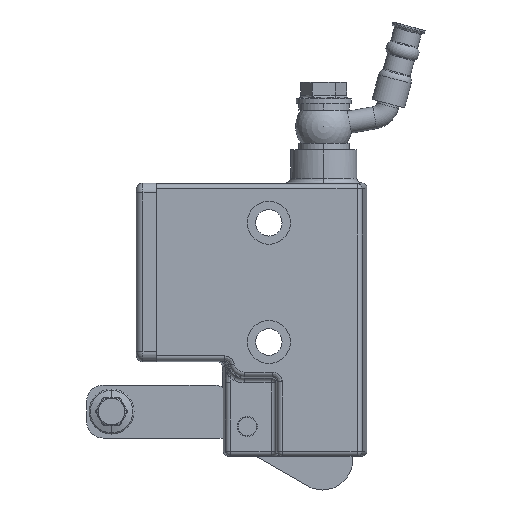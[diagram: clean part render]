
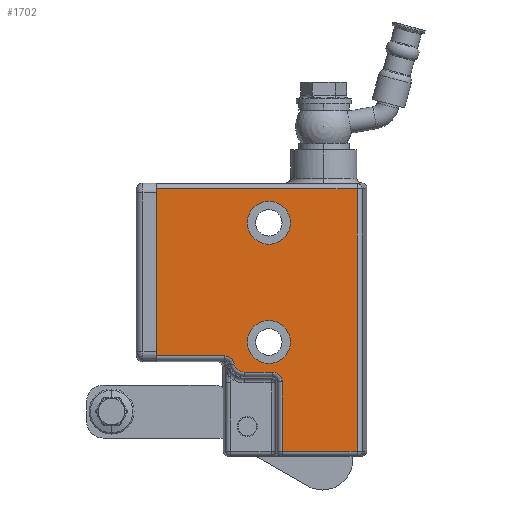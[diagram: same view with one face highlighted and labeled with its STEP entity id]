
A CAD part, left-side view. The second image highlights one B-rep face of the part: STEP entity #1702.
In plain terms, the highlighted planar face has unit normal (-1, 0, 0).
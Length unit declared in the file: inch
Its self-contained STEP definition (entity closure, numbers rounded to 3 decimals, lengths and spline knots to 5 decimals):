
#24 = CARTESIAN_POINT ( 'NONE',  ( -0.70866, 1.16535, 1.15157 ) ) ;
#67 = EDGE_CURVE ( 'NONE', #14514, #12796, #10390, .T. ) ;
#87 = CARTESIAN_POINT ( 'NONE',  ( -0.70866, 1.59703, -0.47689 ) ) ;
#98 = CARTESIAN_POINT ( 'NONE',  ( -0.70866, 1.16535, 1.15157 ) ) ;
#578 = EDGE_CURVE ( 'NONE', #1630, #7244, #6079, .T. ) ;
#690 = CARTESIAN_POINT ( 'NONE',  ( -0.70866, 1.00686, -1.62402 ) ) ;
#877 = VECTOR ( 'NONE', #14285, 39.37008 ) ;
#910 = CARTESIAN_POINT ( 'NONE',  ( -0.70866, 1.62699, -0.44956 ) ) ;
#915 = ORIENTED_EDGE ( 'NONE', *, *, #11075, .T. ) ;
#1121 = EDGE_CURVE ( 'NONE', #1630, #4597, #9500, .T. ) ;
#1174 = DIRECTION ( 'NONE',  ( -1., 0., 0. ) ) ;
#1300 = EDGE_CURVE ( 'NONE', #10120, #12387, #7188, .T. ) ;
#1323 = DIRECTION ( 'NONE',  ( 0., 0., 1. ) ) ;
#1340 = CARTESIAN_POINT ( 'NONE',  ( -0.70866, 1.00686, -1.56496 ) ) ;
#1440 = ORIENTED_EDGE ( 'NONE', *, *, #13242, .F. ) ;
#1630 = VERTEX_POINT ( 'NONE', #10909 ) ;
#1702 = ADVANCED_FACE ( 'NONE', ( #9139, #3835, #8231 ), #3077, .F. ) ;
#1844 = CARTESIAN_POINT ( 'NONE',  ( -0.70866, 2.50394, -1.62402 ) ) ;
#2368 = CARTESIAN_POINT ( 'NONE',  ( -0.70866, 1.05549, -0.623 ) ) ;
#2440 = CARTESIAN_POINT ( 'NONE',  ( -0.70866, 1.45669, -0.623 ) ) ;
#2594 = CARTESIAN_POINT ( 'NONE',  ( -0.70866, 1.16535, -0.00984 ) ) ;
#2646 = CARTESIAN_POINT ( 'NONE',  ( -0.70866, 1.69131, -0.43157 ) ) ;
#2722 = VECTOR ( 'NONE', #7475, 39.37008 ) ;
#2885 = CARTESIAN_POINT ( 'NONE',  ( -0.70866, 2.50394, -0.43157 ) ) ;
#2970 = DIRECTION ( 'NONE',  ( 0., 0., 1. ) ) ;
#2977 = CIRCLE ( 'NONE', #14262, 0.12104 ) ;
#3077 = PLANE ( 'NONE',  #10096 ) ;
#3095 = CARTESIAN_POINT ( 'NONE',  ( -0.70866, 2.50394, -0.623 ) ) ;
#3153 = ORIENTED_EDGE ( 'NONE', *, *, #67, .F. ) ;
#3230 = DIRECTION ( 'NONE',  ( 1., 0., 0. ) ) ;
#3273 = LINE ( 'NONE', #9709, #2722 ) ;
#3466 = DIRECTION ( 'NONE',  ( 0., 0., 1. ) ) ;
#3480 = CARTESIAN_POINT ( 'NONE',  ( -0.70866, 2.50394, -0.43157 ) ) ;
#3826 = DIRECTION ( 'NONE',  ( 0., 0., -1. ) ) ;
#3835 = FACE_BOUND ( 'NONE', #12500, .T. ) ;
#3922 = VECTOR ( 'NONE', #2970, 39.37008 ) ;
#4055 = CARTESIAN_POINT ( 'NONE',  ( -0.70866, 0.11611, 1.55361 ) ) ;
#4162 = EDGE_CURVE ( 'NONE', #9277, #6306, #9101, .T. ) ;
#4247 = EDGE_CURVE ( 'NONE', #8829, #9722, #6785, .T. ) ;
#4254 = CIRCLE ( 'NONE', #5200, 0.25591 ) ;
#4346 = DIRECTION ( 'NONE',  ( 0., 0., 1. ) ) ;
#4548 = CARTESIAN_POINT ( 'NONE',  ( -0.70866, 0.11611, -1.56496 ) ) ;
#4597 = VERTEX_POINT ( 'NONE', #2440 ) ;
#4719 = EDGE_CURVE ( 'NONE', #11213, #9277, #14254, .T. ) ;
#4789 = CARTESIAN_POINT ( 'NONE',  ( -0.70866, 1.63878, -0.44294 ) ) ;
#5200 = AXIS2_PLACEMENT_3D ( 'NONE', #8362, #9365, #8213 ) ;
#5349 = CARTESIAN_POINT ( 'NONE',  ( -0.70866, 1.5753, -0.52608 ) ) ;
#5732 = CARTESIAN_POINT ( 'NONE',  ( -0.70866, 1.16535, -0.26575 ) ) ;
#5941 = DIRECTION ( 'NONE',  ( 0., 0., -1. ) ) ;
#5966 = DIRECTION ( 'NONE',  ( 0., 0., 1. ) ) ;
#6074 = ORIENTED_EDGE ( 'NONE', *, *, #1300, .F. ) ;
#6079 =( BOUNDED_CURVE ( )  B_SPLINE_CURVE ( 3, ( #6873, #2368, #13606, #6922 ),
 .UNSPECIFIED., .F., .T. ) 
 B_SPLINE_CURVE_WITH_KNOTS ( ( 4, 4 ),
 ( 2.35999, 3.92319 ),
 .UNSPECIFIED. ) 
 CURVE ( )  GEOMETRIC_REPRESENTATION_ITEM ( )  RATIONAL_B_SPLINE_CURVE ( ( 1., 0.807, 0.807, 1. ) ) 
 REPRESENTATION_ITEM ( '' )  );
#6088 = LINE ( 'NONE', #8152, #6807 ) ;
#6306 = VERTEX_POINT ( 'NONE', #1340 ) ;
#6414 = CARTESIAN_POINT ( 'NONE',  ( -0.70866, 1.67769, -0.43157 ) ) ;
#6620 = CARTESIAN_POINT ( 'NONE',  ( -0.70866, 1.57802, -0.51272 ) ) ;
#6785 = LINE ( 'NONE', #2885, #11039 ) ;
#6790 = ORIENTED_EDGE ( 'NONE', *, *, #4162, .F. ) ;
#6807 = VECTOR ( 'NONE', #5941, 39.37008 ) ;
#6873 = CARTESIAN_POINT ( 'NONE',  ( -0.70866, 1.12452, -0.623 ) ) ;
#6878 = EDGE_LOOP ( 'NONE', ( #7414, #6074 ) ) ;
#6915 = EDGE_CURVE ( 'NONE', #12387, #10120, #4254, .T. ) ;
#6920 = LINE ( 'NONE', #690, #3922 ) ;
#6922 = CARTESIAN_POINT ( 'NONE',  ( -0.70866, 1.00686, -0.74067 ) ) ;
#6945 = VECTOR ( 'NONE', #3826, 39.37008 ) ;
#7044 = DIRECTION ( 'NONE',  ( -1., 0., 0. ) ) ;
#7165 = EDGE_CURVE ( 'NONE', #8829, #14040, #10146, .T. ) ;
#7188 = CIRCLE ( 'NONE', #10567, 0.25591 ) ;
#7213 = CARTESIAN_POINT ( 'NONE',  ( -0.70866, 0.11611, -1.62402 ) ) ;
#7244 = VERTEX_POINT ( 'NONE', #14562 ) ;
#7414 = ORIENTED_EDGE ( 'NONE', *, *, #6915, .F. ) ;
#7475 = DIRECTION ( 'NONE',  ( 0., -1., 0. ) ) ;
#7526 = DIRECTION ( 'NONE',  ( 1., 0., 0. ) ) ;
#7684 = CARTESIAN_POINT ( 'NONE',  ( -0.70866, 1.45669, -0.50197 ) ) ;
#7847 = VECTOR ( 'NONE', #14498, 39.37008 ) ;
#7896 = ORIENTED_EDGE ( 'NONE', *, *, #4719, .F. ) ;
#8135 = AXIS2_PLACEMENT_3D ( 'NONE', #98, #11223, #3466 ) ;
#8152 = CARTESIAN_POINT ( 'NONE',  ( -0.70866, 2.50394, -1.62402 ) ) ;
#8213 = DIRECTION ( 'NONE',  ( 0., 0., 1. ) ) ;
#8231 = FACE_OUTER_BOUND ( 'NONE', #9842, .T. ) ;
#8362 = CARTESIAN_POINT ( 'NONE',  ( -0.70866, 1.16535, -0.26575 ) ) ;
#8687 = DIRECTION ( 'NONE',  ( 0., 0., 1. ) ) ;
#8829 = VERTEX_POINT ( 'NONE', #12329 ) ;
#9101 = LINE ( 'NONE', #13353, #7847 ) ;
#9139 = FACE_BOUND ( 'NONE', #6878, .T. ) ;
#9146 = CIRCLE ( 'NONE', #13015, 0.25591 ) ;
#9276 = EDGE_CURVE ( 'NONE', #12796, #14514, #9146, .T. ) ;
#9277 = VERTEX_POINT ( 'NONE', #4548 ) ;
#9365 = DIRECTION ( 'NONE',  ( -1., 0., 0. ) ) ;
#9396 = EDGE_CURVE ( 'NONE', #4597, #14040, #2977, .T. ) ;
#9480 = CARTESIAN_POINT ( 'NONE',  ( -0.70866, 2.50394, 1.55361 ) ) ;
#9500 = LINE ( 'NONE', #3095, #877 ) ;
#9709 = CARTESIAN_POINT ( 'NONE',  ( -0.70866, 2.50394, 1.55361 ) ) ;
#9722 = VERTEX_POINT ( 'NONE', #3480 ) ;
#9777 = ORIENTED_EDGE ( 'NONE', *, *, #9276, .F. ) ;
#9781 = DIRECTION ( 'NONE',  ( 0., 1., 0. ) ) ;
#9842 = EDGE_LOOP ( 'NONE', ( #915, #10380, #13984, #12325, #11679, #11552, #13854, #6790, #7896, #1440 ) ) ;
#10070 = CARTESIAN_POINT ( 'NONE',  ( -0.70866, 1.16535, 0.89567 ) ) ;
#10096 = AXIS2_PLACEMENT_3D ( 'NONE', #1844, #7526, #8687 ) ;
#10120 = VERTEX_POINT ( 'NONE', #11766 ) ;
#10146 = B_SPLINE_CURVE_WITH_KNOTS ( 'NONE', 3,
 ( #2646, #6414, #12590, #4789, #910, #12520, #87, #11404, #6620, #12403 ),
 .UNSPECIFIED., .F., .F.,
 ( 4, 2, 2, 2, 4 ),
 ( 0., 0.00104, 0.00208, 0.00312, 0.00415 ),
 .UNSPECIFIED. ) ;
#10380 = ORIENTED_EDGE ( 'NONE', *, *, #4247, .F. ) ;
#10390 = CIRCLE ( 'NONE', #8135, 0.25591 ) ;
#10567 = AXIS2_PLACEMENT_3D ( 'NONE', #5732, #7044, #5966 ) ;
#10897 = CARTESIAN_POINT ( 'NONE',  ( -0.70866, 1.16535, 1.40748 ) ) ;
#10909 = CARTESIAN_POINT ( 'NONE',  ( -0.70866, 1.12452, -0.623 ) ) ;
#11039 = VECTOR ( 'NONE', #9781, 39.37008 ) ;
#11075 = EDGE_CURVE ( 'NONE', #11589, #9722, #6088, .T. ) ;
#11213 = VERTEX_POINT ( 'NONE', #4055 ) ;
#11223 = DIRECTION ( 'NONE',  ( -1., 0., 0. ) ) ;
#11404 = CARTESIAN_POINT ( 'NONE',  ( -0.70866, 1.58292, -0.50018 ) ) ;
#11552 = ORIENTED_EDGE ( 'NONE', *, *, #578, .T. ) ;
#11589 = VERTEX_POINT ( 'NONE', #9480 ) ;
#11679 = ORIENTED_EDGE ( 'NONE', *, *, #1121, .F. ) ;
#11766 = CARTESIAN_POINT ( 'NONE',  ( -0.70866, 1.16535, -0.52165 ) ) ;
#12325 = ORIENTED_EDGE ( 'NONE', *, *, #9396, .F. ) ;
#12329 = CARTESIAN_POINT ( 'NONE',  ( -0.70866, 1.69131, -0.43157 ) ) ;
#12387 = VERTEX_POINT ( 'NONE', #2594 ) ;
#12403 = CARTESIAN_POINT ( 'NONE',  ( -0.70866, 1.5753, -0.52608 ) ) ;
#12500 = EDGE_LOOP ( 'NONE', ( #3153, #9777 ) ) ;
#12520 = CARTESIAN_POINT ( 'NONE',  ( -0.70866, 1.60589, -0.46672 ) ) ;
#12590 = CARTESIAN_POINT ( 'NONE',  ( -0.70866, 1.66439, -0.43386 ) ) ;
#12796 = VERTEX_POINT ( 'NONE', #10070 ) ;
#13015 = AXIS2_PLACEMENT_3D ( 'NONE', #24, #1174, #1323 ) ;
#13242 = EDGE_CURVE ( 'NONE', #11589, #11213, #3273, .T. ) ;
#13353 = CARTESIAN_POINT ( 'NONE',  ( -0.70866, 2.50394, -1.56496 ) ) ;
#13606 = CARTESIAN_POINT ( 'NONE',  ( -0.70866, 1.00686, -0.67163 ) ) ;
#13854 = ORIENTED_EDGE ( 'NONE', *, *, #13980, .F. ) ;
#13980 = EDGE_CURVE ( 'NONE', #6306, #7244, #6920, .T. ) ;
#13984 = ORIENTED_EDGE ( 'NONE', *, *, #7165, .T. ) ;
#14040 = VERTEX_POINT ( 'NONE', #5349 ) ;
#14254 = LINE ( 'NONE', #7213, #6945 ) ;
#14262 = AXIS2_PLACEMENT_3D ( 'NONE', #7684, #3230, #4346 ) ;
#14285 = DIRECTION ( 'NONE',  ( 0., 1., 0. ) ) ;
#14498 = DIRECTION ( 'NONE',  ( 0., 1., 0. ) ) ;
#14514 = VERTEX_POINT ( 'NONE', #10897 ) ;
#14562 = CARTESIAN_POINT ( 'NONE',  ( -0.70866, 1.00686, -0.74067 ) ) ;
